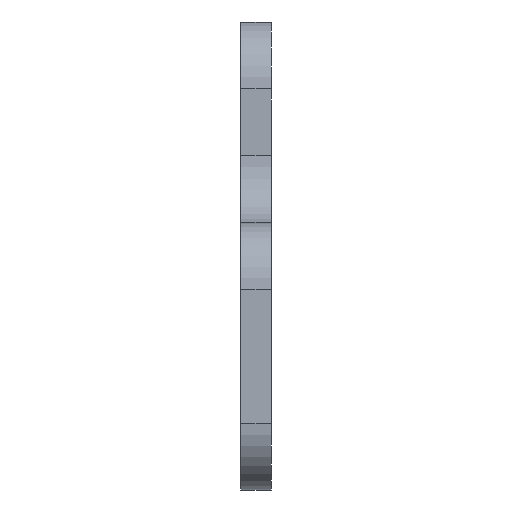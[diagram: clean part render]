
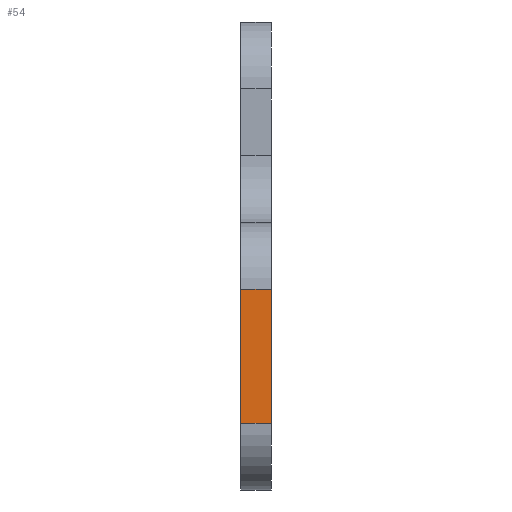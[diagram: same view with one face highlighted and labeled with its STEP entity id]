
A CAD part, front view. The second image highlights one B-rep face of the part: STEP entity #54.
In plain terms, the highlighted planar face has unit normal (0, -1, 0).
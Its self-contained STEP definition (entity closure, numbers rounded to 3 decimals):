
#54=ADVANCED_FACE('',(#219),#218,.F.);
#218=PLANE('',#539);
#219=FACE_OUTER_BOUND('',#540,.T.);
#536=CARTESIAN_POINT('',(-2.53,-40.,-6.));
#537=DIRECTION('',(0.,1.,0.));
#538=DIRECTION('',(0.,0.,1.));
#539=AXIS2_PLACEMENT_3D('',#536,#537,#538);
#540=EDGE_LOOP('',(#720,#721,#722,#723));
#720=ORIENTED_EDGE('',*,*,#929,.T.);
#721=ORIENTED_EDGE('',*,*,#930,.F.);
#722=ORIENTED_EDGE('',*,*,#931,.F.);
#723=ORIENTED_EDGE('',*,*,#927,.T.);
#927=EDGE_CURVE('',#1272,#1265,#1273,.T.);
#929=EDGE_CURVE('',#1265,#1285,#1286,.T.);
#930=EDGE_CURVE('',#1292,#1285,#1293,.T.);
#931=EDGE_CURVE('',#1272,#1292,#1299,.T.);
#1265=VERTEX_POINT('',#1896);
#1272=VERTEX_POINT('',#1901);
#1273=LINE('',#1902,#1903);
#1285=VERTEX_POINT('',#1909);
#1286=LINE('',#1910,#1911);
#1292=VERTEX_POINT('',#1913);
#1293=LINE('',#1914,#1915);
#1299=LINE('',#1917,#1918);
#1896=CARTESIAN_POINT('',(0.,-40.,-5.));
#1901=CARTESIAN_POINT('',(-2.3,-40.,-5.));
#1902=CARTESIAN_POINT('',(-2.3,-40.,-5.));
#1903=VECTOR('',#1904,2.3);
#1904=DIRECTION('',(1.,0.,0.));
#1909=CARTESIAN_POINT('',(0.,-40.,5.));
#1910=CARTESIAN_POINT('',(0.,-40.,-5.));
#1911=VECTOR('',#1912,10.);
#1912=DIRECTION('',(0.,0.,1.));
#1913=CARTESIAN_POINT('',(-2.3,-40.,5.));
#1914=CARTESIAN_POINT('',(-2.3,-40.,5.));
#1915=VECTOR('',#1916,2.3);
#1916=DIRECTION('',(1.,0.,0.));
#1917=CARTESIAN_POINT('',(-2.3,-40.,-5.));
#1918=VECTOR('',#1919,10.);
#1919=DIRECTION('',(0.,0.,1.));
